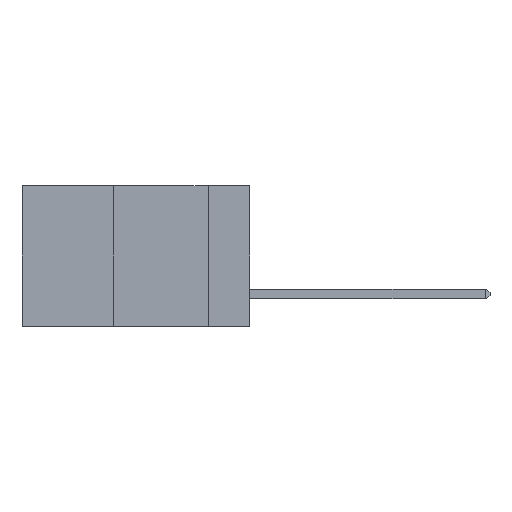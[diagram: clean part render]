
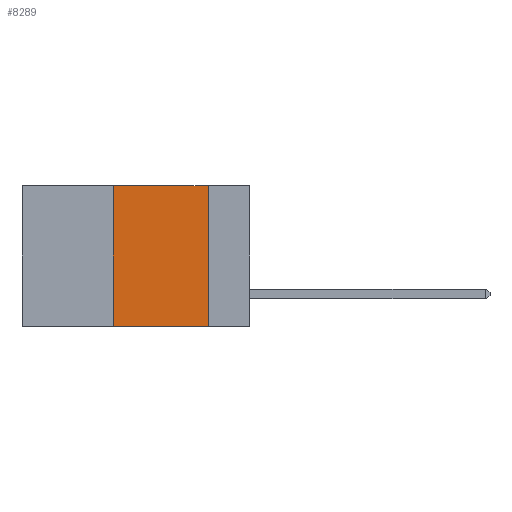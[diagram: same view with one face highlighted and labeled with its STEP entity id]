
A CAD part, left-side view. The second image highlights one B-rep face of the part: STEP entity #8289.
In plain terms, the highlighted planar face has unit normal (-1, 0, 0).
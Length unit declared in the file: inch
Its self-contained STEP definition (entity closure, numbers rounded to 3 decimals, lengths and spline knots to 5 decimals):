
#137 = VECTOR ( 'NONE', #4347, 39.37008 ) ;
#210 = PLANE ( 'NONE',  #6642 ) ;
#728 = ORIENTED_EDGE ( 'NONE', *, *, #12035, .F. ) ;
#1015 = DIRECTION ( 'NONE',  ( 0., 0., 1. ) ) ;
#1213 = CARTESIAN_POINT ( 'NONE',  ( 0., 0.11, 0. ) ) ;
#1446 = DIRECTION ( 'NONE',  ( 1., 0., 0. ) ) ;
#1580 = VECTOR ( 'NONE', #8824, 39.37008 ) ;
#2015 = DIRECTION ( 'NONE',  ( 0., -1., 0. ) ) ;
#2682 = EDGE_CURVE ( 'NONE', #14173, #7059, #13423, .T. ) ;
#3211 = CARTESIAN_POINT ( 'NONE',  ( 0., 0.6, 0. ) ) ;
#3298 = LINE ( 'NONE', #3211, #137 ) ;
#3524 = CARTESIAN_POINT ( 'NONE',  ( 0., 0.11, 0. ) ) ;
#4018 = VERTEX_POINT ( 'NONE', #4065 ) ;
#4065 = CARTESIAN_POINT ( 'NONE',  ( 0., 0.36, 0. ) ) ;
#4323 = VERTEX_POINT ( 'NONE', #5381 ) ;
#4347 = DIRECTION ( 'NONE',  ( 0., -1., 0. ) ) ;
#5381 = CARTESIAN_POINT ( 'NONE',  ( 0., 0.36, -0.37 ) ) ;
#6164 = VECTOR ( 'NONE', #2015, 39.37008 ) ;
#6642 = AXIS2_PLACEMENT_3D ( 'NONE', #8256, #1446, #9370 ) ;
#6757 = CARTESIAN_POINT ( 'NONE',  ( 0., 0.36, 0. ) ) ;
#6866 = ORIENTED_EDGE ( 'NONE', *, *, #10484, .F. ) ;
#6881 = EDGE_LOOP ( 'NONE', ( #12336, #728, #6866, #12673 ) ) ;
#7059 = VERTEX_POINT ( 'NONE', #13690 ) ;
#7662 = CARTESIAN_POINT ( 'NONE',  ( 0., 0.6, -0.37 ) ) ;
#8256 = CARTESIAN_POINT ( 'NONE',  ( 0., 0.6, 0. ) ) ;
#8289 = ADVANCED_FACE ( 'NONE', ( #8989 ), #210, .F. ) ;
#8824 = DIRECTION ( 'NONE',  ( 0., 0., -1. ) ) ;
#8989 = FACE_OUTER_BOUND ( 'NONE', #6881, .T. ) ;
#9370 = DIRECTION ( 'NONE',  ( 0., 0., -1. ) ) ;
#9449 = LINE ( 'NONE', #7662, #6164 ) ;
#9762 = EDGE_CURVE ( 'NONE', #4323, #7059, #9449, .T. ) ;
#10484 = EDGE_CURVE ( 'NONE', #4323, #4018, #10999, .T. ) ;
#10648 = VECTOR ( 'NONE', #1015, 39.37008 ) ;
#10999 = LINE ( 'NONE', #6757, #10648 ) ;
#12035 = EDGE_CURVE ( 'NONE', #4018, #14173, #3298, .T. ) ;
#12336 = ORIENTED_EDGE ( 'NONE', *, *, #2682, .F. ) ;
#12673 = ORIENTED_EDGE ( 'NONE', *, *, #9762, .T. ) ;
#13423 = LINE ( 'NONE', #1213, #1580 ) ;
#13690 = CARTESIAN_POINT ( 'NONE',  ( 0., 0.11, -0.37 ) ) ;
#14173 = VERTEX_POINT ( 'NONE', #3524 ) ;
